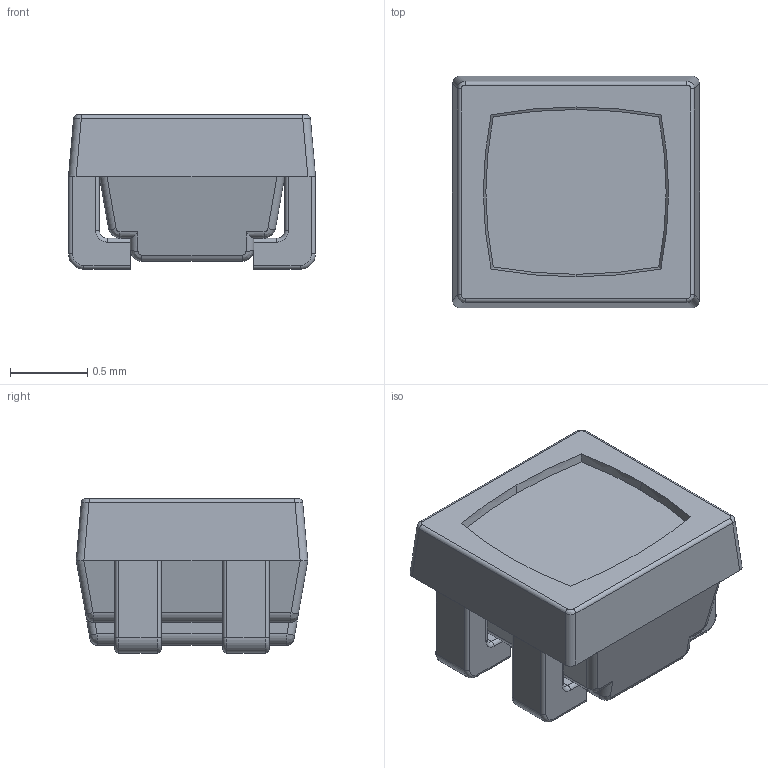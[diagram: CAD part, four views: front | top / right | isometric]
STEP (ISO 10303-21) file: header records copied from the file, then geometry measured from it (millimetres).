
FILE_DESCRIPTION(('CAx-IF Rec.Pracs.---Model Styling and Organization---1.5---2016-08-15','CAx-IF Rec.Pracs.---Geometric and Assembly Validation Properties---4.4---2016-08-17','CAx-IF Rec.Pracs.---User Defined Attributes---1.5---2016-08-15','CAx-IF Rec.Pracs.---External References---2.1---2005-01-19'),'2;1');
FILE_NAME('0606_RGB_LED.STEP.stp','2023-03-27T15:49:08',('Unspecified'),('Unspecified'),'CAD Exchanger 3.10.2 (cadexchanger.com)','Unspecified','');
FILE_SCHEMA(('AUTOMOTIVE_DESIGN { 1 0 10303 214 1 1 1 1 }'));
Length unit declared in the file: millimetre
Products named in the file (1): (Unsaved)
Bounding box: 1.6 x 1.5 x 1 mm (x, y, z)
Volume: 1.8 mm3; surface area: 15.4 mm2
Topology: 6 solids, 6 shells, 161 faces, 384 edges, 236 vertices
Faces by surface type: cylinder 66, plane 51, bspline 28, torus 16
Entity records: 5121 total; most frequent: CARTESIAN_POINT 1362, DIRECTION 776, ORIENTED_EDGE 768, EDGE_CURVE 384, AXIS2_PLACEMENT_3D 294, VERTEX_POINT 236, LINE 188, VECTOR 188
